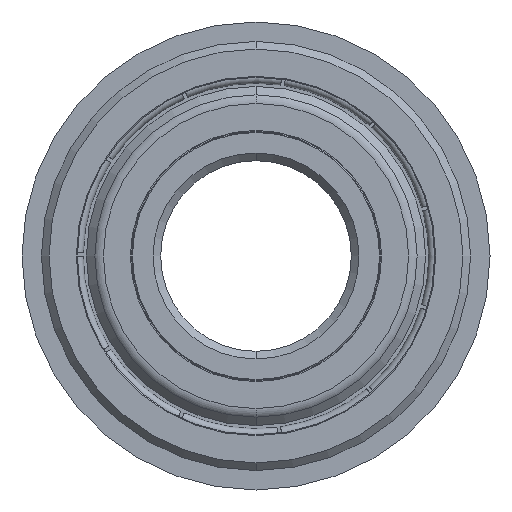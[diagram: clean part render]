
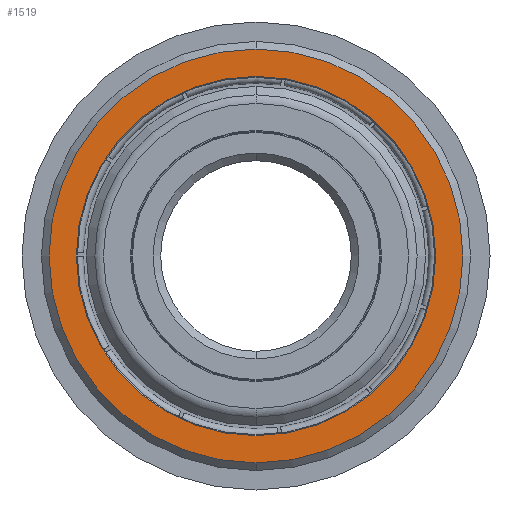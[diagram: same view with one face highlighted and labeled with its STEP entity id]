
A CAD part, front view. The second image highlights one B-rep face of the part: STEP entity #1519.
In plain terms, the highlighted planar face has unit normal (0, -1, 0).
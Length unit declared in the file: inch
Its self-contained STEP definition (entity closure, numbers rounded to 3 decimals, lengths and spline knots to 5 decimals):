
#3 = CARTESIAN_POINT ( 'NONE',  ( 0., 0., 0. ) ) ;
#128 = CARTESIAN_POINT ( 'NONE',  ( 0., 0., 0.471 ) ) ;
#204 = ORIENTED_EDGE ( 'NONE', *, *, #2427, .T. ) ;
#220 = DIRECTION ( 'NONE',  ( 0., -1., 0. ) ) ;
#298 = DIRECTION ( 'NONE',  ( 0., 0., 1. ) ) ;
#349 = EDGE_LOOP ( 'NONE', ( #1489, #1930 ) ) ;
#417 = AXIS2_PLACEMENT_3D ( 'NONE', #1619, #220, #2486 ) ;
#625 = CARTESIAN_POINT ( 'NONE',  ( 0., 0., -0.5425 ) ) ;
#650 = VERTEX_POINT ( 'NONE', #1283 ) ;
#754 = EDGE_LOOP ( 'NONE', ( #204, #3567 ) ) ;
#778 = DIRECTION ( 'NONE',  ( 0., 0., 1. ) ) ;
#838 = VERTEX_POINT ( 'NONE', #3042 ) ;
#840 = DIRECTION ( 'NONE',  ( 0., 1., 0. ) ) ;
#1049 = CIRCLE ( 'NONE', #1893, 0.5425 ) ;
#1214 = AXIS2_PLACEMENT_3D ( 'NONE', #2018, #840, #2901 ) ;
#1283 = CARTESIAN_POINT ( 'NONE',  ( 0., 0., -0.471 ) ) ;
#1346 = VERTEX_POINT ( 'NONE', #128 ) ;
#1393 = CARTESIAN_POINT ( 'NONE',  ( 0., 0., 0. ) ) ;
#1430 = DIRECTION ( 'NONE',  ( 0., 0., 1. ) ) ;
#1435 = CIRCLE ( 'NONE', #1214, 0.471 ) ;
#1489 = ORIENTED_EDGE ( 'NONE', *, *, #3562, .T. ) ;
#1519 = ADVANCED_FACE ( 'NONE', ( #2738, #1949 ), #3375, .F. ) ;
#1619 = CARTESIAN_POINT ( 'NONE',  ( 0., 0., 0. ) ) ;
#1682 = AXIS2_PLACEMENT_3D ( 'NONE', #3, #3536, #1430 ) ;
#1893 = AXIS2_PLACEMENT_3D ( 'NONE', #3129, #1978, #778 ) ;
#1930 = ORIENTED_EDGE ( 'NONE', *, *, #2940, .T. ) ;
#1949 = FACE_OUTER_BOUND ( 'NONE', #349, .T. ) ;
#1978 = DIRECTION ( 'NONE',  ( 0., -1., 0. ) ) ;
#2010 = EDGE_CURVE ( 'NONE', #1346, #650, #2643, .T. ) ;
#2018 = CARTESIAN_POINT ( 'NONE',  ( 0., 0., 0. ) ) ;
#2020 = DIRECTION ( 'NONE',  ( 0., 1., 0. ) ) ;
#2427 = EDGE_CURVE ( 'NONE', #650, #1346, #1435, .T. ) ;
#2486 = DIRECTION ( 'NONE',  ( 0., 0., 1. ) ) ;
#2522 = AXIS2_PLACEMENT_3D ( 'NONE', #1393, #2020, #298 ) ;
#2643 = CIRCLE ( 'NONE', #1682, 0.471 ) ;
#2722 = VERTEX_POINT ( 'NONE', #625 ) ;
#2738 = FACE_BOUND ( 'NONE', #754, .T. ) ;
#2901 = DIRECTION ( 'NONE',  ( 0., 0., 1. ) ) ;
#2940 = EDGE_CURVE ( 'NONE', #2722, #838, #3655, .T. ) ;
#3042 = CARTESIAN_POINT ( 'NONE',  ( 0., 0., 0.5425 ) ) ;
#3129 = CARTESIAN_POINT ( 'NONE',  ( 0., 0., 0. ) ) ;
#3375 = PLANE ( 'NONE',  #2522 ) ;
#3536 = DIRECTION ( 'NONE',  ( 0., 1., 0. ) ) ;
#3562 = EDGE_CURVE ( 'NONE', #838, #2722, #1049, .T. ) ;
#3567 = ORIENTED_EDGE ( 'NONE', *, *, #2010, .T. ) ;
#3655 = CIRCLE ( 'NONE', #417, 0.5425 ) ;
